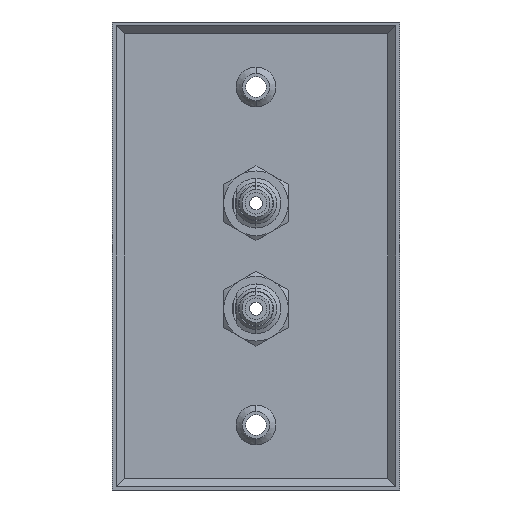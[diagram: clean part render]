
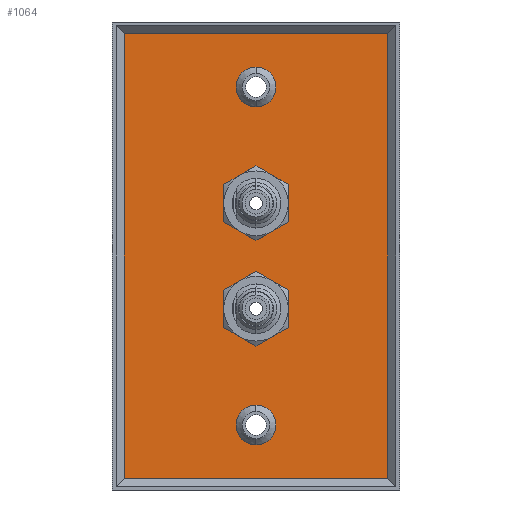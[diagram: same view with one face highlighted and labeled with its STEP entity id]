
A CAD part, front view. The second image highlights one B-rep face of the part: STEP entity #1064.
In plain terms, the highlighted planar face has unit normal (0, -1, 0).
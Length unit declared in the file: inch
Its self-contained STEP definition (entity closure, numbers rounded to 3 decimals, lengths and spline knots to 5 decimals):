
#623 = VERTEX_POINT ( 'NONE', #1370 ) ;
#637 = EDGE_CURVE ( 'NONE', #707, #704, #1433, .T. ) ;
#642 = VERTEX_POINT ( 'NONE', #1423 ) ;
#643 = EDGE_CURVE ( 'NONE', #642, #692, #1484, .T. ) ;
#648 = VERTEX_POINT ( 'NONE', #1478 ) ;
#667 = EDGE_CURVE ( 'NONE', #623, #648, #1501, .T. ) ;
#691 = VERTEX_POINT ( 'NONE', #1527 ) ;
#692 = VERTEX_POINT ( 'NONE', #1526 ) ;
#693 = EDGE_CURVE ( 'NONE', #692, #691, #1525, .T. ) ;
#695 = EDGE_CURVE ( 'NONE', #704, #703, #1520, .T. ) ;
#703 = VERTEX_POINT ( 'NONE', #1570 ) ;
#704 = VERTEX_POINT ( 'NONE', #1569 ) ;
#707 = VERTEX_POINT ( 'NONE', #7937 ) ;
#713 = VERTEX_POINT ( 'NONE', #1633 ) ;
#714 = EDGE_CURVE ( 'NONE', #716, #713, #1632, .T. ) ;
#716 = VERTEX_POINT ( 'NONE', #1627 ) ;
#997 = EDGE_CURVE ( 'NONE', #1012, #1000, #2248, .T. ) ;
#998 = ORIENTED_EDGE ( 'NONE', *, *, #997, .F. ) ;
#999 = VERTEX_POINT ( 'NONE', #2244 ) ;
#1000 = VERTEX_POINT ( 'NONE', #2243 ) ;
#1001 = EDGE_CURVE ( 'NONE', #1000, #999, #2242, .T. ) ;
#1002 = ORIENTED_EDGE ( 'NONE', *, *, #1001, .F. ) ;
#1003 = ORIENTED_EDGE ( 'NONE', *, *, #1090, .F. ) ;
#1004 = EDGE_LOOP ( 'NONE', ( #1003, #1095 ) ) ;
#1008 = ORIENTED_EDGE ( 'NONE', *, *, #1085, .F. ) ;
#1009 = VERTEX_POINT ( 'NONE', #2238 ) ;
#1010 = EDGE_CURVE ( 'NONE', #1009, #1012, #2237, .T. ) ;
#1011 = ORIENTED_EDGE ( 'NONE', *, *, #1010, .F. ) ;
#1012 = VERTEX_POINT ( 'NONE', #2233 ) ;
#1062 = VERTEX_POINT ( 'NONE', #2360 ) ;
#1063 = EDGE_CURVE ( 'NONE', #703, #1062, #2359, .T. ) ;
#1064 = ADVANCED_FACE ( 'NONE', ( #2419, #2418, #2417, #2416, #2415 ), #2414, .F. ) ;
#1073 = EDGE_LOOP ( 'NONE', ( #1082, #1075, #1080, #1079 ) ) ;
#1074 = EDGE_CURVE ( 'NONE', #1062, #707, #2401, .T. ) ;
#1075 = ORIENTED_EDGE ( 'NONE', *, *, #1074, .T. ) ;
#1076 = EDGE_CURVE ( 'NONE', #691, #1092, #2396, .T. ) ;
#1077 = ORIENTED_EDGE ( 'NONE', *, *, #1076, .T. ) ;
#1078 = EDGE_LOOP ( 'NONE', ( #1077, #1108, #1109, #1110 ) ) ;
#1079 = ORIENTED_EDGE ( 'NONE', *, *, #695, .T. ) ;
#1080 = ORIENTED_EDGE ( 'NONE', *, *, #637, .T. ) ;
#1082 = ORIENTED_EDGE ( 'NONE', *, *, #1063, .T. ) ;
#1084 = EDGE_CURVE ( 'NONE', #648, #623, #2391, .T. ) ;
#1085 = EDGE_CURVE ( 'NONE', #999, #1009, #2392, .T. ) ;
#1086 = EDGE_CURVE ( 'NONE', #1092, #642, #2447, .T. ) ;
#1090 = EDGE_CURVE ( 'NONE', #713, #716, #2425, .T. ) ;
#1092 = VERTEX_POINT ( 'NONE', #2479 ) ;
#1095 = ORIENTED_EDGE ( 'NONE', *, *, #714, .F. ) ;
#1100 = EDGE_LOOP ( 'NONE', ( #1002, #998, #1011, #1008 ) ) ;
#1105 = ORIENTED_EDGE ( 'NONE', *, *, #667, .F. ) ;
#1106 = ORIENTED_EDGE ( 'NONE', *, *, #1084, .F. ) ;
#1107 = EDGE_LOOP ( 'NONE', ( #1106, #1105 ) ) ;
#1108 = ORIENTED_EDGE ( 'NONE', *, *, #1086, .T. ) ;
#1109 = ORIENTED_EDGE ( 'NONE', *, *, #643, .T. ) ;
#1110 = ORIENTED_EDGE ( 'NONE', *, *, #693, .T. ) ;
#1370 = CARTESIAN_POINT ( 'NONE',  ( 0., 0.13, -1.8267 ) ) ;
#1423 = CARTESIAN_POINT ( 'NONE',  ( 0., 0.13, 0.7625 ) ) ;
#1429 = DIRECTION ( 'NONE',  ( 0., 0., 1. ) ) ;
#1430 = DIRECTION ( 'NONE',  ( 0., 1., 0. ) ) ;
#1431 = CARTESIAN_POINT ( 'NONE',  ( 0., 0.13, -0.51 ) ) ;
#1432 = AXIS2_PLACEMENT_3D ( 'NONE', #1431, #1430, #1429 ) ;
#1433 = CIRCLE ( 'NONE', #1432, 0.2525 ) ;
#1478 = CARTESIAN_POINT ( 'NONE',  ( 0., 0.13, -1.4409 ) ) ;
#1480 = DIRECTION ( 'NONE',  ( 0., 0., 1. ) ) ;
#1481 = DIRECTION ( 'NONE',  ( 0., 1., 0. ) ) ;
#1482 = CARTESIAN_POINT ( 'NONE',  ( 0., 0.13, 0.51 ) ) ;
#1483 = AXIS2_PLACEMENT_3D ( 'NONE', #1482, #1481, #1480 ) ;
#1484 = CIRCLE ( 'NONE', #1483, 0.2525 ) ;
#1497 = DIRECTION ( 'NONE',  ( 0., 0., 1. ) ) ;
#1498 = DIRECTION ( 'NONE',  ( 0., -1., 0. ) ) ;
#1499 = CARTESIAN_POINT ( 'NONE',  ( 0., 0.13, -1.6338 ) ) ;
#1500 = AXIS2_PLACEMENT_3D ( 'NONE', #1499, #1498, #1497 ) ;
#1501 = CIRCLE ( 'NONE', #1500, 0.1929 ) ;
#1517 = DIRECTION ( 'NONE',  ( 0., 1., 0. ) ) ;
#1518 = CARTESIAN_POINT ( 'NONE',  ( 0., 0.13, -0.51 ) ) ;
#1519 = AXIS2_PLACEMENT_3D ( 'NONE', #1518, #1517, #1578 ) ;
#1520 = CIRCLE ( 'NONE', #1519, 0.2525 ) ;
#1521 = DIRECTION ( 'NONE',  ( 0., 0., 1. ) ) ;
#1522 = DIRECTION ( 'NONE',  ( 0., 1., 0. ) ) ;
#1523 = CARTESIAN_POINT ( 'NONE',  ( 0., 0.13, 0.51 ) ) ;
#1524 = AXIS2_PLACEMENT_3D ( 'NONE', #1523, #1522, #1521 ) ;
#1525 = CIRCLE ( 'NONE', #1524, 0.2525 ) ;
#1526 = CARTESIAN_POINT ( 'NONE',  ( 0., 0.13, 0.2575 ) ) ;
#1527 = CARTESIAN_POINT ( 'NONE',  ( -0.2175, 0.13, 0.38174 ) ) ;
#1569 = CARTESIAN_POINT ( 'NONE',  ( 0., 0.13, -0.7625 ) ) ;
#1570 = CARTESIAN_POINT ( 'NONE',  ( -0.2175, 0.13, -0.63826 ) ) ;
#1578 = DIRECTION ( 'NONE',  ( 0., 0., 1. ) ) ;
#1627 = CARTESIAN_POINT ( 'NONE',  ( 0., 0.13, 1.4409 ) ) ;
#1628 = DIRECTION ( 'NONE',  ( 0., 0., 1. ) ) ;
#1629 = DIRECTION ( 'NONE',  ( 0., -1., 0. ) ) ;
#1630 = CARTESIAN_POINT ( 'NONE',  ( 0., 0.13, 1.6338 ) ) ;
#1631 = AXIS2_PLACEMENT_3D ( 'NONE', #1630, #1629, #1628 ) ;
#1632 = CIRCLE ( 'NONE', #1631, 0.1929 ) ;
#1633 = CARTESIAN_POINT ( 'NONE',  ( 0., 0.13, 1.8267 ) ) ;
#2233 = CARTESIAN_POINT ( 'NONE',  ( -1.27325, 0.13, 2.1475 ) ) ;
#2234 = DIRECTION ( 'NONE',  ( 0., 0., 1. ) ) ;
#2235 = VECTOR ( 'NONE', #2234, 39.37008 ) ;
#2236 = CARTESIAN_POINT ( 'NONE',  ( -1.27325, 0.13, 2.262 ) ) ;
#2237 = LINE ( 'NONE', #2236, #2235 ) ;
#2238 = CARTESIAN_POINT ( 'NONE',  ( -1.27325, 0.13, -2.1475 ) ) ;
#2239 = DIRECTION ( 'NONE',  ( 0., 0., -1. ) ) ;
#2240 = VECTOR ( 'NONE', #2239, 39.37008 ) ;
#2241 = CARTESIAN_POINT ( 'NONE',  ( 1.27325, 0.13, 2.262 ) ) ;
#2242 = LINE ( 'NONE', #2241, #2240 ) ;
#2243 = CARTESIAN_POINT ( 'NONE',  ( 1.27325, 0.13, 2.1475 ) ) ;
#2244 = CARTESIAN_POINT ( 'NONE',  ( 1.27325, 0.13, -2.1475 ) ) ;
#2245 = DIRECTION ( 'NONE',  ( 1., 0., 0. ) ) ;
#2246 = VECTOR ( 'NONE', #2245, 39.37008 ) ;
#2247 = CARTESIAN_POINT ( 'NONE',  ( -1.38775, 0.13, 2.1475 ) ) ;
#2248 = LINE ( 'NONE', #2247, #2246 ) ;
#2358 = CARTESIAN_POINT ( 'NONE',  ( -0.2175, 0.13, 2.262 ) ) ;
#2359 = LINE ( 'NONE', #2358, #2421 ) ;
#2360 = CARTESIAN_POINT ( 'NONE',  ( -0.2175, 0.13, -0.38174 ) ) ;
#2387 = DIRECTION ( 'NONE',  ( 0., 0., 1. ) ) ;
#2388 = DIRECTION ( 'NONE',  ( 0., -1., 0. ) ) ;
#2389 = CARTESIAN_POINT ( 'NONE',  ( 0., 0.13, -1.6338 ) ) ;
#2390 = AXIS2_PLACEMENT_3D ( 'NONE', #2389, #2388, #2387 ) ;
#2391 = CIRCLE ( 'NONE', #2390, 0.1929 ) ;
#2392 = LINE ( 'NONE', #2450, #2449 ) ;
#2393 = DIRECTION ( 'NONE',  ( 0., 0., 1. ) ) ;
#2394 = VECTOR ( 'NONE', #2393, 39.37008 ) ;
#2395 = CARTESIAN_POINT ( 'NONE',  ( -0.2175, 0.13, 2.262 ) ) ;
#2396 = LINE ( 'NONE', #2395, #2394 ) ;
#2397 = DIRECTION ( 'NONE',  ( 0., 0., 1. ) ) ;
#2398 = DIRECTION ( 'NONE',  ( 0., 1., 0. ) ) ;
#2399 = CARTESIAN_POINT ( 'NONE',  ( 0., 0.13, -0.51 ) ) ;
#2400 = AXIS2_PLACEMENT_3D ( 'NONE', #2399, #2398, #2397 ) ;
#2401 = CIRCLE ( 'NONE', #2400, 0.2525 ) ;
#2409 = DIRECTION ( 'NONE',  ( 0., 0., 1. ) ) ;
#2410 = DIRECTION ( 'NONE',  ( 0., 1., 0. ) ) ;
#2411 = AXIS2_PLACEMENT_3D ( 'NONE', #2413, #2410, #2409 ) ;
#2413 = CARTESIAN_POINT ( 'NONE',  ( -1.38775, 0.13, 2.262 ) ) ;
#2414 = PLANE ( 'NONE',  #2411 ) ;
#2415 = FACE_BOUND ( 'NONE', #1004, .T. ) ;
#2416 = FACE_BOUND ( 'NONE', #1107, .T. ) ;
#2417 = FACE_OUTER_BOUND ( 'NONE', #1100, .T. ) ;
#2418 = FACE_BOUND ( 'NONE', #1078, .T. ) ;
#2419 = FACE_BOUND ( 'NONE', #1073, .T. ) ;
#2420 = DIRECTION ( 'NONE',  ( 0., 0., 1. ) ) ;
#2421 = VECTOR ( 'NONE', #2420, 39.37008 ) ;
#2422 = DIRECTION ( 'NONE',  ( 0., -1., 0. ) ) ;
#2423 = CARTESIAN_POINT ( 'NONE',  ( 0., 0.13, 1.6338 ) ) ;
#2424 = AXIS2_PLACEMENT_3D ( 'NONE', #2423, #2422, #2480 ) ;
#2425 = CIRCLE ( 'NONE', #2424, 0.1929 ) ;
#2443 = DIRECTION ( 'NONE',  ( 0., 0., 1. ) ) ;
#2444 = DIRECTION ( 'NONE',  ( 0., 1., 0. ) ) ;
#2445 = CARTESIAN_POINT ( 'NONE',  ( 0., 0.13, 0.51 ) ) ;
#2446 = AXIS2_PLACEMENT_3D ( 'NONE', #2445, #2444, #2443 ) ;
#2447 = CIRCLE ( 'NONE', #2446, 0.2525 ) ;
#2448 = DIRECTION ( 'NONE',  ( -1., 0., 0. ) ) ;
#2449 = VECTOR ( 'NONE', #2448, 39.37008 ) ;
#2450 = CARTESIAN_POINT ( 'NONE',  ( -1.38775, 0.13, -2.1475 ) ) ;
#2479 = CARTESIAN_POINT ( 'NONE',  ( -0.2175, 0.13, 0.63826 ) ) ;
#2480 = DIRECTION ( 'NONE',  ( 0., 0., 1. ) ) ;
#7937 = CARTESIAN_POINT ( 'NONE',  ( 0., 0.13, -0.2575 ) ) ;
